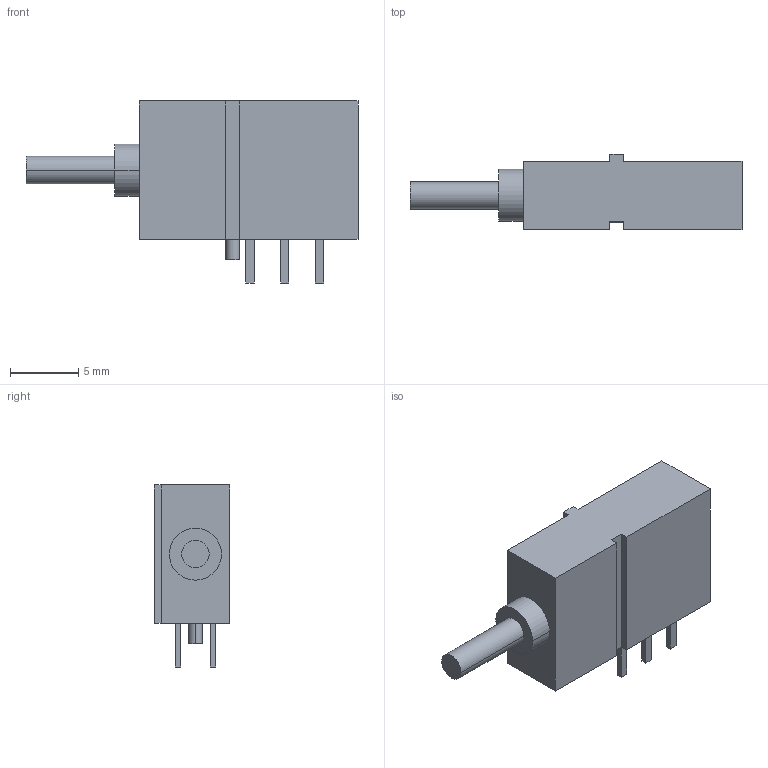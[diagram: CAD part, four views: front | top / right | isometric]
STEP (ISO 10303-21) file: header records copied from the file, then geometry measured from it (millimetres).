
FILE_DESCRIPTION((''),'2;1');
FILE_NAME('MENTOR_1840.6132.stp','2008-03-07T18:10:35',(''),(''),'Mechanical Desktop 2008','Mechanical Desktop 2008',', , ');
FILE_SCHEMA(('AUTOMOTIVE_DESIGN { 1 2 10303 214 1 1 1 1 }'));
Length unit declared in the file: millimetre
Products named in the file (1): Product
Bounding box: 24.26 x 5.5 x 13.3 mm (x, y, z)
Volume: 853.4 mm3; surface area: 713.1 mm2
Topology: 7 solids, 7 shells, 59 faces, 128 edges, 88 vertices
Faces by surface type: plane 53, cylinder 6
Entity records: 1640 total; most frequent: CARTESIAN_POINT 274, DIRECTION 260, ORIENTED_EDGE 252, EDGE_CURVE 126, VECTOR 116, LINE 116, VERTEX_POINT 84, AXIS2_PLACEMENT_3D 72
